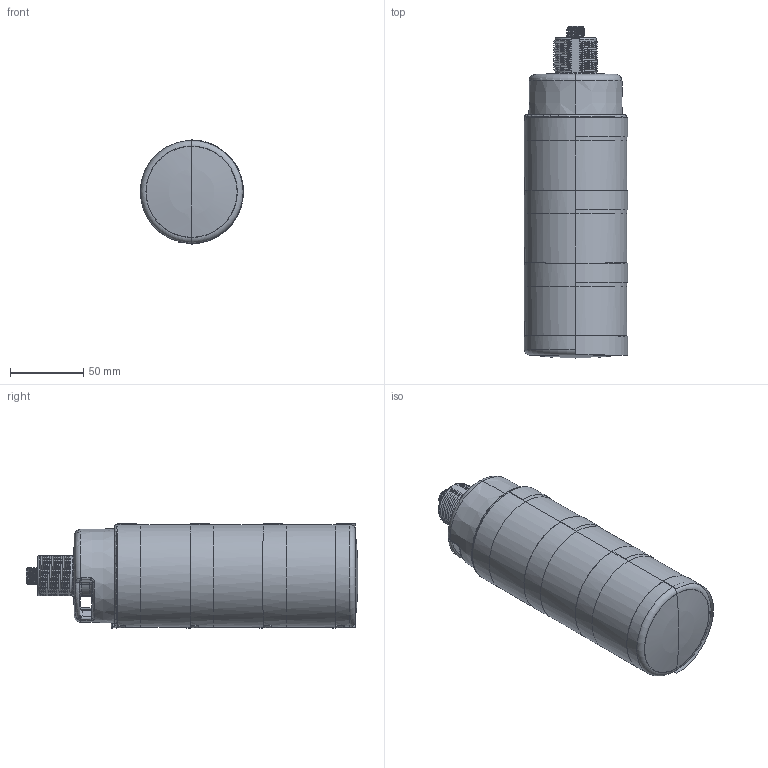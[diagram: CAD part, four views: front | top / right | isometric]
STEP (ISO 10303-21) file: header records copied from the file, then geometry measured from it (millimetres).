
FILE_DESCRIPTION((''),'2;1');
FILE_NAME('216447_ASM','2020-02-21T13:24:56',('PDMAdmin'),('BANNER ENGINEERING'),'CREO PARAMETRIC BY PTC INC, 2019292','CREO PARAMETRIC BY PTC INC, 2019292','');
FILE_SCHEMA(('CONFIG_CONTROL_DESIGN'));
Length unit declared in the file: millimetre
Products named in the file (15): 214774; 180482; 41089; 15778; 129247_AF35; 129248_AF31; 129249_AF31; 129250_AF31; 129251_AF31; 180169_ASM; 183492; 183493; 184571_ASM; 180091_COVER; 216447_ASM
Assembly tree (16 placements, depth 3):
  216447_ASM
    214774
    180482
    180169_ASM
      41089
      15778
      129247_AF35
      129248_AF31
      129249_AF31
      129250_AF31
      129251_AF31
    184571_ASM  x3
      183492
      183493
    180091_COVER
Bounding box: 70.5 x 226.9 x 71.25 mm (x, y, z)
Volume: 211993.7 mm3; surface area: 153032.9 mm2
Topology: 16 solids, 20 shells, 2782 faces, 6637 edges, 3927 vertices
Faces by surface type: bspline 904, cylinder 755, plane 467, torus 302, cone 213, sphere 141
Entity records: 87450 total; most frequent: CARTESIAN_POINT 53863, ORIENTED_EDGE 7606, DIRECTION 6116, EDGE_CURVE 3807, AXIS2_PLACEMENT_3D 2592, VERTEX_POINT 2277, EDGE_LOOP 1682, FACE_OUTER_BOUND 1600
